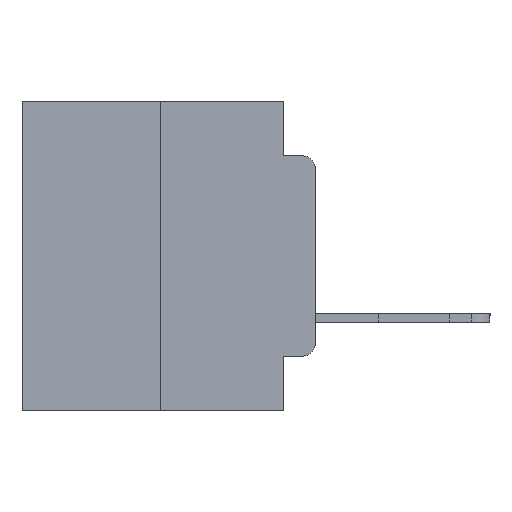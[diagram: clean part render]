
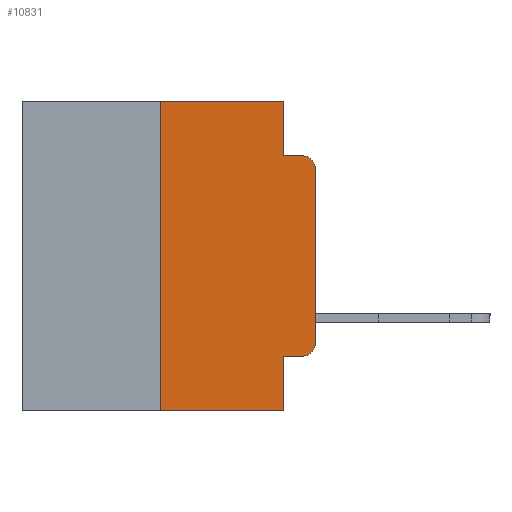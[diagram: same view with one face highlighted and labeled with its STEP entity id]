
A CAD part, left-side view. The second image highlights one B-rep face of the part: STEP entity #10831.
In plain terms, the highlighted planar face has unit normal (-1, 0, 0).
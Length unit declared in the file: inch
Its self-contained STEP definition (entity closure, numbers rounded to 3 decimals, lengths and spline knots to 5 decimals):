
#765 = EDGE_LOOP ( 'NONE', ( #3290, #25708, #13939, #26624, #6858, #23266, #15573, #22317, #20115, #3987 ) ) ;
#1481 = CIRCLE ( 'NONE', #17069, 0.02 ) ;
#1652 = AXIS2_PLACEMENT_3D ( 'NONE', #3132, #17571, #5237 ) ;
#1964 = DIRECTION ( 'NONE',  ( 0., 0., -1. ) ) ;
#2053 = VECTOR ( 'NONE', #22420, 39.37008 ) ;
#2105 = DIRECTION ( 'NONE',  ( 0., 0., -1. ) ) ;
#2216 = CARTESIAN_POINT ( 'NONE',  ( 0., 0.25, 0. ) ) ;
#2792 = VECTOR ( 'NONE', #23921, 39.37008 ) ;
#3132 = CARTESIAN_POINT ( 'NONE',  ( 0., 0.02, -0.1085 ) ) ;
#3158 = CARTESIAN_POINT ( 'NONE',  ( 0., 0., 0. ) ) ;
#3290 = ORIENTED_EDGE ( 'NONE', *, *, #15640, .T. ) ;
#3513 = VERTEX_POINT ( 'NONE', #26344 ) ;
#3552 = EDGE_CURVE ( 'NONE', #13877, #18586, #1481, .T. ) ;
#3748 = CARTESIAN_POINT ( 'NONE',  ( 0., 0.051, 0. ) ) ;
#3987 = ORIENTED_EDGE ( 'NONE', *, *, #3552, .T. ) ;
#4176 = LINE ( 'NONE', #3748, #19353 ) ;
#4909 = CARTESIAN_POINT ( 'NONE',  ( 0., 0.051, -0.5 ) ) ;
#5237 = DIRECTION ( 'NONE',  ( 0., 0., -1. ) ) ;
#5408 = EDGE_CURVE ( 'NONE', #21322, #26447, #25190, .T. ) ;
#6231 = CARTESIAN_POINT ( 'NONE',  ( 0., 0.473, 0. ) ) ;
#6360 = VECTOR ( 'NONE', #23741, 39.37008 ) ;
#6579 = CARTESIAN_POINT ( 'NONE',  ( 0., 0.473, 0. ) ) ;
#6858 = ORIENTED_EDGE ( 'NONE', *, *, #26473, .F. ) ;
#6962 = CARTESIAN_POINT ( 'NONE',  ( 0., 0.02, -0.4115 ) ) ;
#7488 = CARTESIAN_POINT ( 'NONE',  ( 0., 0.051, 0. ) ) ;
#7783 = EDGE_CURVE ( 'NONE', #20567, #15546, #4176, .T. ) ;
#7942 = CARTESIAN_POINT ( 'NONE',  ( 0., 0., -0.3915 ) ) ;
#7973 = CARTESIAN_POINT ( 'NONE',  ( 0., 0.051, -0.4115 ) ) ;
#8005 = CARTESIAN_POINT ( 'NONE',  ( 0., 0.051, -0.0885 ) ) ;
#8461 = DIRECTION ( 'NONE',  ( 0., 0., 1. ) ) ;
#8786 = CARTESIAN_POINT ( 'NONE',  ( 0., 0.051, -0.4115 ) ) ;
#8902 = LINE ( 'NONE', #7488, #2792 ) ;
#9716 = DIRECTION ( 'NONE',  ( 0., -1., 0. ) ) ;
#10831 = ADVANCED_FACE ( 'NONE', ( #17485 ), #26639, .F. ) ;
#11426 = EDGE_CURVE ( 'NONE', #20567, #13877, #17768, .T. ) ;
#11581 = VECTOR ( 'NONE', #25171, 39.37008 ) ;
#11692 = CARTESIAN_POINT ( 'NONE',  ( 0., 0.051, -0.0885 ) ) ;
#13007 = EDGE_CURVE ( 'NONE', #3513, #13038, #8902, .T. ) ;
#13038 = VERTEX_POINT ( 'NONE', #11692 ) ;
#13496 = LINE ( 'NONE', #2216, #23757 ) ;
#13877 = VERTEX_POINT ( 'NONE', #6962 ) ;
#13939 = ORIENTED_EDGE ( 'NONE', *, *, #19259, .F. ) ;
#14362 = DIRECTION ( 'NONE',  ( -1., 0., 0. ) ) ;
#14500 = DIRECTION ( 'NONE',  ( 1., 0., 0. ) ) ;
#14641 = CARTESIAN_POINT ( 'NONE',  ( 0., 0.25, -0.5 ) ) ;
#15041 = EDGE_CURVE ( 'NONE', #22625, #15912, #13496, .T. ) ;
#15405 = AXIS2_PLACEMENT_3D ( 'NONE', #6231, #14500, #2105 ) ;
#15546 = VERTEX_POINT ( 'NONE', #4909 ) ;
#15573 = ORIENTED_EDGE ( 'NONE', *, *, #21439, .T. ) ;
#15640 = EDGE_CURVE ( 'NONE', #18586, #21322, #17986, .T. ) ;
#15912 = VERTEX_POINT ( 'NONE', #22751 ) ;
#17069 = AXIS2_PLACEMENT_3D ( 'NONE', #26491, #14362, #1964 ) ;
#17485 = FACE_OUTER_BOUND ( 'NONE', #765, .T. ) ;
#17571 = DIRECTION ( 'NONE',  ( -1., 0., 0. ) ) ;
#17768 = LINE ( 'NONE', #8786, #11581 ) ;
#17923 = LINE ( 'NONE', #8005, #2053 ) ;
#17986 = LINE ( 'NONE', #3158, #6360 ) ;
#18201 = DIRECTION ( 'NONE',  ( 0., 0., -1. ) ) ;
#18586 = VERTEX_POINT ( 'NONE', #7942 ) ;
#19259 = EDGE_CURVE ( 'NONE', #13038, #26447, #17923, .T. ) ;
#19353 = VECTOR ( 'NONE', #18201, 39.37008 ) ;
#20115 = ORIENTED_EDGE ( 'NONE', *, *, #11426, .T. ) ;
#20567 = VERTEX_POINT ( 'NONE', #7973 ) ;
#20574 = VECTOR ( 'NONE', #23038, 39.37008 ) ;
#21322 = VERTEX_POINT ( 'NONE', #21480 ) ;
#21439 = EDGE_CURVE ( 'NONE', #22625, #15546, #23249, .T. ) ;
#21480 = CARTESIAN_POINT ( 'NONE',  ( 0., 0., -0.1085 ) ) ;
#21855 = LINE ( 'NONE', #6579, #20574 ) ;
#22079 = CARTESIAN_POINT ( 'NONE',  ( 0., 0.473, -0.5 ) ) ;
#22317 = ORIENTED_EDGE ( 'NONE', *, *, #7783, .F. ) ;
#22420 = DIRECTION ( 'NONE',  ( 0., -1., 0. ) ) ;
#22625 = VERTEX_POINT ( 'NONE', #14641 ) ;
#22751 = CARTESIAN_POINT ( 'NONE',  ( 0., 0.25, 0. ) ) ;
#23038 = DIRECTION ( 'NONE',  ( 0., -1., 0. ) ) ;
#23249 = LINE ( 'NONE', #22079, #24482 ) ;
#23266 = ORIENTED_EDGE ( 'NONE', *, *, #15041, .F. ) ;
#23741 = DIRECTION ( 'NONE',  ( 0., 0., 1. ) ) ;
#23757 = VECTOR ( 'NONE', #8461, 39.37008 ) ;
#23921 = DIRECTION ( 'NONE',  ( 0., 0., -1. ) ) ;
#24482 = VECTOR ( 'NONE', #9716, 39.37008 ) ;
#24927 = CARTESIAN_POINT ( 'NONE',  ( 0., 0.02, -0.0885 ) ) ;
#25171 = DIRECTION ( 'NONE',  ( 0., -1., 0. ) ) ;
#25190 = CIRCLE ( 'NONE', #1652, 0.02 ) ;
#25708 = ORIENTED_EDGE ( 'NONE', *, *, #5408, .T. ) ;
#26344 = CARTESIAN_POINT ( 'NONE',  ( 0., 0.051, 0. ) ) ;
#26447 = VERTEX_POINT ( 'NONE', #24927 ) ;
#26473 = EDGE_CURVE ( 'NONE', #15912, #3513, #21855, .T. ) ;
#26491 = CARTESIAN_POINT ( 'NONE',  ( 0., 0.02, -0.3915 ) ) ;
#26624 = ORIENTED_EDGE ( 'NONE', *, *, #13007, .F. ) ;
#26639 = PLANE ( 'NONE',  #15405 ) ;
